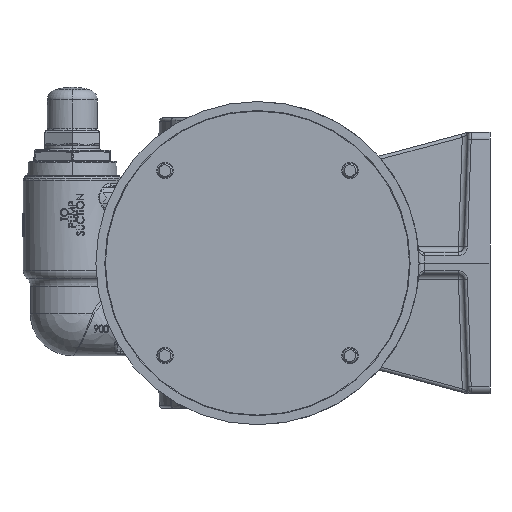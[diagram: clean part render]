
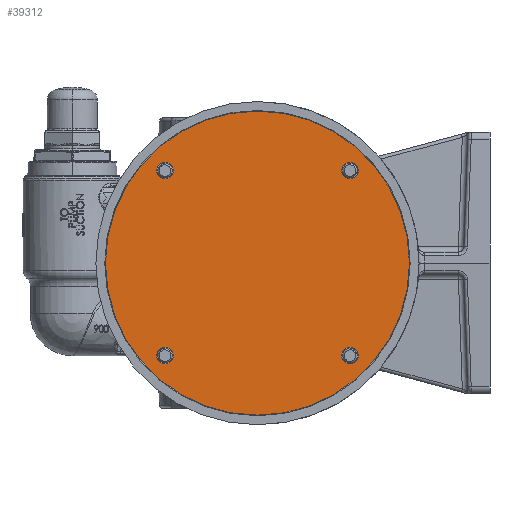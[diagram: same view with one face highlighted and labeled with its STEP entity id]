
A CAD part, left-side view. The second image highlights one B-rep face of the part: STEP entity #39312.
In plain terms, the highlighted planar face has unit normal (-1, 0, 0).
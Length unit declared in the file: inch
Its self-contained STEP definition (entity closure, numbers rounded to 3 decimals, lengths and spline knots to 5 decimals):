
#1058 = CIRCLE ( 'NONE', #71697, 0.28125 ) ;
#1770 = CARTESIAN_POINT ( 'NONE',  ( -20.01, 3.18198, -3.18198 ) ) ;
#5728 = CIRCLE ( 'NONE', #121111, 0.28125 ) ;
#8414 = DIRECTION ( 'NONE',  ( 0., 0., 1. ) ) ;
#9345 = CIRCLE ( 'NONE', #133356, 0.28125 ) ;
#10603 = DIRECTION ( 'NONE',  ( 1., 0., 0. ) ) ;
#10880 = CARTESIAN_POINT ( 'NONE',  ( -20.01, -3.18198, 3.18198 ) ) ;
#13438 = AXIS2_PLACEMENT_3D ( 'NONE', #176225, #92284, #8414 ) ;
#15830 = DIRECTION ( 'NONE',  ( 0., 0., 1. ) ) ;
#16966 = AXIS2_PLACEMENT_3D ( 'NONE', #72669, #170660, #86732 ) ;
#24973 = DIRECTION ( 'NONE',  ( 0., 0., 1. ) ) ;
#25223 = EDGE_CURVE ( 'NONE', #45477, #74971, #1058, .T. ) ;
#25281 = CARTESIAN_POINT ( 'NONE',  ( -20.01, -3.18198, -2.90073 ) ) ;
#26249 = ORIENTED_EDGE ( 'NONE', *, *, #36048, .F. ) ;
#28035 = CARTESIAN_POINT ( 'NONE',  ( -20.01, -3.18198, -3.18198 ) ) ;
#28902 = CARTESIAN_POINT ( 'NONE',  ( -20.01, -3.18198, 3.18198 ) ) ;
#32549 = CARTESIAN_POINT ( 'NONE',  ( -20.01, 3.18198, 3.18198 ) ) ;
#34495 = ORIENTED_EDGE ( 'NONE', *, *, #25223, .F. ) ;
#34843 = CARTESIAN_POINT ( 'NONE',  ( -20.01, 0., -5.2305 ) ) ;
#35467 = EDGE_LOOP ( 'NONE', ( #166007, #88322 ) ) ;
#36048 = EDGE_CURVE ( 'NONE', #52283, #94127, #119112, .T. ) ;
#37841 = CARTESIAN_POINT ( 'NONE',  ( -20.01, -3.18198, 2.90073 ) ) ;
#38203 = PLANE ( 'NONE',  #38525 ) ;
#38525 = AXIS2_PLACEMENT_3D ( 'NONE', #94455, #10603, #108534 ) ;
#38904 = CARTESIAN_POINT ( 'NONE',  ( -20.01, 3.18198, 3.18198 ) ) ;
#39312 = ADVANCED_FACE ( 'NONE', ( #174661, #62934, #100188, #137463, #170315 ), #38203, .F. ) ;
#42078 = DIRECTION ( 'NONE',  ( 0., 0., 1. ) ) ;
#42945 = DIRECTION ( 'NONE',  ( 0., 0., 1. ) ) ;
#43582 = ORIENTED_EDGE ( 'NONE', *, *, #176962, .F. ) ;
#45477 = VERTEX_POINT ( 'NONE', #25281 ) ;
#45988 = EDGE_CURVE ( 'NONE', #79310, #174098, #120663, .T. ) ;
#46561 = DIRECTION ( 'NONE',  ( 0., 0., 1. ) ) ;
#51230 = AXIS2_PLACEMENT_3D ( 'NONE', #58936, #156931, #73003 ) ;
#52283 = VERTEX_POINT ( 'NONE', #57135 ) ;
#52966 = DIRECTION ( 'NONE',  ( 0., 0., 1. ) ) ;
#54074 = DIRECTION ( 'NONE',  ( 1., 0., 0. ) ) ;
#57135 = CARTESIAN_POINT ( 'NONE',  ( -20.01, -3.18198, 3.46323 ) ) ;
#58936 = CARTESIAN_POINT ( 'NONE',  ( -20.01, -3.18198, -3.18198 ) ) ;
#61839 = VERTEX_POINT ( 'NONE', #34843 ) ;
#62934 = FACE_BOUND ( 'NONE', #164582, .T. ) ;
#66070 = CARTESIAN_POINT ( 'NONE',  ( -20.01, 3.18198, -2.90073 ) ) ;
#70724 = CARTESIAN_POINT ( 'NONE',  ( -20.01, 3.18198, 2.90073 ) ) ;
#71697 = AXIS2_PLACEMENT_3D ( 'NONE', #28035, #125984, #42078 ) ;
#72669 = CARTESIAN_POINT ( 'NONE',  ( -20.01, 0., 0. ) ) ;
#73003 = DIRECTION ( 'NONE',  ( 0., 0., 1. ) ) ;
#74971 = VERTEX_POINT ( 'NONE', #135150 ) ;
#78116 = AXIS2_PLACEMENT_3D ( 'NONE', #38904, #136922, #52966 ) ;
#79041 = CIRCLE ( 'NONE', #78116, 0.28125 ) ;
#79310 = VERTEX_POINT ( 'NONE', #66070 ) ;
#79662 = ORIENTED_EDGE ( 'NONE', *, *, #45988, .F. ) ;
#79874 = ORIENTED_EDGE ( 'NONE', *, *, #172883, .F. ) ;
#82903 = VERTEX_POINT ( 'NONE', #70724 ) ;
#83419 = CIRCLE ( 'NONE', #107077, 5.2305 ) ;
#86638 = EDGE_CURVE ( 'NONE', #168908, #61839, #104609, .T. ) ;
#86732 = DIRECTION ( 'NONE',  ( 0., 0., -1. ) ) ;
#88322 = ORIENTED_EDGE ( 'NONE', *, *, #86638, .F. ) ;
#89769 = AXIS2_PLACEMENT_3D ( 'NONE', #10880, #108796, #24973 ) ;
#90904 = CARTESIAN_POINT ( 'NONE',  ( -20.01, 0., 5.2305 ) ) ;
#92284 = DIRECTION ( 'NONE',  ( -1., 0., 0. ) ) ;
#94127 = VERTEX_POINT ( 'NONE', #37841 ) ;
#94455 = CARTESIAN_POINT ( 'NONE',  ( -20.01, 5.2305, 0. ) ) ;
#98180 = EDGE_LOOP ( 'NONE', ( #43582, #79874 ) ) ;
#99692 = DIRECTION ( 'NONE',  ( -1., 0., 0. ) ) ;
#100188 = FACE_OUTER_BOUND ( 'NONE', #35467, .T. ) ;
#100858 = EDGE_LOOP ( 'NONE', ( #34495, #157808 ) ) ;
#101625 = AXIS2_PLACEMENT_3D ( 'NONE', #1770, #99692, #15830 ) ;
#104609 = CIRCLE ( 'NONE', #16966, 5.2305 ) ;
#106028 = CIRCLE ( 'NONE', #13438, 0.28125 ) ;
#106592 = EDGE_CURVE ( 'NONE', #94127, #52283, #9345, .T. ) ;
#107077 = AXIS2_PLACEMENT_3D ( 'NONE', #138047, #54074, #152044 ) ;
#108534 = DIRECTION ( 'NONE',  ( 0., 0., -1. ) ) ;
#108796 = DIRECTION ( 'NONE',  ( -1., 0., 0. ) ) ;
#114182 = CIRCLE ( 'NONE', #51230, 0.28125 ) ;
#115979 = CARTESIAN_POINT ( 'NONE',  ( -20.01, 3.18198, -3.46323 ) ) ;
#118417 = CARTESIAN_POINT ( 'NONE',  ( -20.01, 3.18198, 3.46323 ) ) ;
#119112 = CIRCLE ( 'NONE', #89769, 0.28125 ) ;
#120663 = CIRCLE ( 'NONE', #101625, 0.28125 ) ;
#121111 = AXIS2_PLACEMENT_3D ( 'NONE', #32549, #130512, #46561 ) ;
#125984 = DIRECTION ( 'NONE',  ( -1., 0., 0. ) ) ;
#126496 = EDGE_CURVE ( 'NONE', #74971, #45477, #114182, .T. ) ;
#126850 = DIRECTION ( 'NONE',  ( -1., 0., 0. ) ) ;
#127751 = ORIENTED_EDGE ( 'NONE', *, *, #144425, .F. ) ;
#130512 = DIRECTION ( 'NONE',  ( -1., 0., 0. ) ) ;
#133356 = AXIS2_PLACEMENT_3D ( 'NONE', #28902, #126850, #42945 ) ;
#134504 = VERTEX_POINT ( 'NONE', #118417 ) ;
#135150 = CARTESIAN_POINT ( 'NONE',  ( -20.01, -3.18198, -3.46323 ) ) ;
#136922 = DIRECTION ( 'NONE',  ( -1., 0., 0. ) ) ;
#137304 = EDGE_LOOP ( 'NONE', ( #79662, #127751 ) ) ;
#137463 = FACE_BOUND ( 'NONE', #98180, .T. ) ;
#138047 = CARTESIAN_POINT ( 'NONE',  ( -20.01, 0., 0. ) ) ;
#140416 = ORIENTED_EDGE ( 'NONE', *, *, #106592, .F. ) ;
#144425 = EDGE_CURVE ( 'NONE', #174098, #79310, #106028, .T. ) ;
#152044 = DIRECTION ( 'NONE',  ( 0., 0., -1. ) ) ;
#156931 = DIRECTION ( 'NONE',  ( -1., 0., 0. ) ) ;
#157808 = ORIENTED_EDGE ( 'NONE', *, *, #126496, .F. ) ;
#163663 = EDGE_CURVE ( 'NONE', #61839, #168908, #83419, .T. ) ;
#164582 = EDGE_LOOP ( 'NONE', ( #26249, #140416 ) ) ;
#166007 = ORIENTED_EDGE ( 'NONE', *, *, #163663, .F. ) ;
#168908 = VERTEX_POINT ( 'NONE', #90904 ) ;
#170315 = FACE_BOUND ( 'NONE', #100858, .T. ) ;
#170660 = DIRECTION ( 'NONE',  ( 1., 0., 0. ) ) ;
#172883 = EDGE_CURVE ( 'NONE', #82903, #134504, #5728, .T. ) ;
#174098 = VERTEX_POINT ( 'NONE', #115979 ) ;
#174661 = FACE_BOUND ( 'NONE', #137304, .T. ) ;
#176225 = CARTESIAN_POINT ( 'NONE',  ( -20.01, 3.18198, -3.18198 ) ) ;
#176962 = EDGE_CURVE ( 'NONE', #134504, #82903, #79041, .T. ) ;
